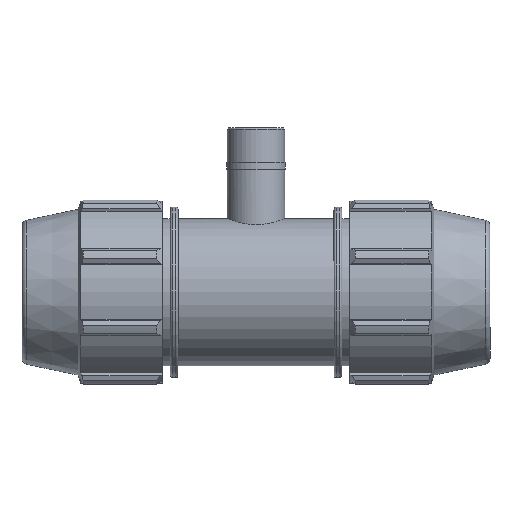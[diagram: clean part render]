
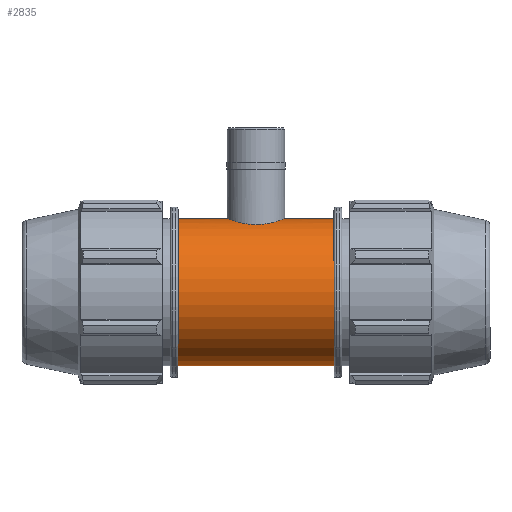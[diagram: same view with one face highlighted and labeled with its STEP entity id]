
A CAD part, top view. The second image highlights one B-rep face of the part: STEP entity #2835.
In plain terms, the highlighted cylindrical face has radius 42.375 mm (diameter 84.75 mm), a full revolution.
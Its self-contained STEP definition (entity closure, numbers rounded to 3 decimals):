
#612=FACE_BOUND('',#964,.T.);
#613=FACE_BOUND('',#965,.T.);
#616=B_SPLINE_CURVE_WITH_KNOTS('',3,(#3858,#3859,#3860,#3861,#3862,#3863,
#3864,#3865,#3866,#3867,#3868,#3869,#3870,#3871,#3872,#3873,#3874,#3875,
#3876,#3877,#3878,#3879,#3880,#3881,#3882,#3883,#3884,#3885,#3886,#3887,
#3888,#3889,#3890,#3891,#3892,#3893,#3894,#3895,#3896,#3897,#3898,#3899,
#3900,#3901,#3902,#3903,#3904,#3905,#3906,#3907,#3908,#3909,#3910,#3911,
#3912,#3913,#3914,#3915,#3916,#3917,#3918,#3919,#3920,#3921,#3922,#3923),
 .UNSPECIFIED.,.T.,.F.,(4,2,2,2,2,2,2,2,2,2,2,2,2,2,2,2,2,2,2,2,2,2,2,2,
2,2,2,2,2,2,2,2,4),(0.,0.317,0.634,0.951,
1.268,1.585,1.901,2.218,2.535,
2.851,3.168,3.485,3.801,4.118,
4.435,4.752,5.069,5.386,5.703,
6.02,6.337,6.654,6.971,7.287,
7.604,7.921,8.238,8.554,8.871,
9.188,9.505,9.822,10.139),
 .UNSPECIFIED.);
#769=FACE_OUTER_BOUND('',#963,.T.);
#963=EDGE_LOOP('',(#2478));
#964=EDGE_LOOP('',(#2479));
#965=EDGE_LOOP('',(#2480));
#1028=CIRCLE('',#2955,42.375);
#1084=CIRCLE('',#3085,42.375);
#1090=VERTEX_POINT('',#3857);
#1221=VERTEX_POINT('',#4384);
#1349=VERTEX_POINT('',#4843);
#1355=EDGE_CURVE('',#1090,#1090,#616,.T.);
#1533=EDGE_CURVE('',#1221,#1221,#1028,.T.);
#1726=EDGE_CURVE('',#1349,#1349,#1084,.T.);
#2478=ORIENTED_EDGE('',*,*,#1533,.T.);
#2479=ORIENTED_EDGE('',*,*,#1355,.T.);
#2480=ORIENTED_EDGE('',*,*,#1726,.F.);
#2527=CYLINDRICAL_SURFACE('',#3110,42.375);
#2835=ADVANCED_FACE('',(#769,#612,#613),#2527,.T.);
#2955=AXIS2_PLACEMENT_3D('',#4385,#3432,#3433);
#3085=AXIS2_PLACEMENT_3D('',#4844,#3797,#3798);
#3110=AXIS2_PLACEMENT_3D('',#4873,#3847,#3848);
#3432=DIRECTION('center_axis',(1.,0.,0.));
#3433=DIRECTION('ref_axis',(0.,0.,-1.));
#3797=DIRECTION('center_axis',(1.,0.,0.));
#3798=DIRECTION('ref_axis',(0.,0.,-1.));
#3847=DIRECTION('center_axis',(1.,0.,0.));
#3848=DIRECTION('ref_axis',(0.,1.,0.));
#3857=CARTESIAN_POINT('',(0.,38.978,16.625));
#3858=CARTESIAN_POINT('Ctrl Pts',(0.,38.978,
16.625));
#3859=CARTESIAN_POINT('Ctrl Pts',(-1.057,38.978,16.625));
#3860=CARTESIAN_POINT('Ctrl Pts',(-2.145,39.022,16.522));
#3861=CARTESIAN_POINT('Ctrl Pts',(-4.302,39.2,16.096));
#3862=CARTESIAN_POINT('Ctrl Pts',(-5.371,39.333,15.772));
#3863=CARTESIAN_POINT('Ctrl Pts',(-7.415,39.664,14.92));
#3864=CARTESIAN_POINT('Ctrl Pts',(-8.392,39.861,14.392));
#3865=CARTESIAN_POINT('Ctrl Pts',(-10.196,40.28,13.176));
#3866=CARTESIAN_POINT('Ctrl Pts',(-11.023,40.5,12.487));
#3867=CARTESIAN_POINT('Ctrl Pts',(-12.487,40.923,11.024));
#3868=CARTESIAN_POINT('Ctrl Pts',(-13.175,41.14,10.197));
#3869=CARTESIAN_POINT('Ctrl Pts',(-14.392,41.546,8.393));
#3870=CARTESIAN_POINT('Ctrl Pts',(-14.92,41.734,7.416));
#3871=CARTESIAN_POINT('Ctrl Pts',(-15.772,42.046,5.371));
#3872=CARTESIAN_POINT('Ctrl Pts',(-16.096,42.17,4.301));
#3873=CARTESIAN_POINT('Ctrl Pts',(-16.522,42.335,2.144));
#3874=CARTESIAN_POINT('Ctrl Pts',(-16.625,42.375,1.056));
#3875=CARTESIAN_POINT('Ctrl Pts',(-16.625,42.375,-1.056));
#3876=CARTESIAN_POINT('Ctrl Pts',(-16.522,42.335,-2.144));
#3877=CARTESIAN_POINT('Ctrl Pts',(-16.096,42.17,-4.301));
#3878=CARTESIAN_POINT('Ctrl Pts',(-15.772,42.046,-5.371));
#3879=CARTESIAN_POINT('Ctrl Pts',(-14.92,41.734,-7.416));
#3880=CARTESIAN_POINT('Ctrl Pts',(-14.392,41.546,-8.393));
#3881=CARTESIAN_POINT('Ctrl Pts',(-13.175,41.14,-10.197));
#3882=CARTESIAN_POINT('Ctrl Pts',(-12.487,40.923,-11.024));
#3883=CARTESIAN_POINT('Ctrl Pts',(-11.023,40.5,-12.487));
#3884=CARTESIAN_POINT('Ctrl Pts',(-10.196,40.28,-13.176));
#3885=CARTESIAN_POINT('Ctrl Pts',(-8.392,39.861,-14.392));
#3886=CARTESIAN_POINT('Ctrl Pts',(-7.415,39.664,-14.92));
#3887=CARTESIAN_POINT('Ctrl Pts',(-5.371,39.333,-15.772));
#3888=CARTESIAN_POINT('Ctrl Pts',(-4.302,39.2,-16.096));
#3889=CARTESIAN_POINT('Ctrl Pts',(-2.145,39.022,-16.522));
#3890=CARTESIAN_POINT('Ctrl Pts',(-1.057,38.978,-16.625));
#3891=CARTESIAN_POINT('Ctrl Pts',(1.057,38.978,-16.625));
#3892=CARTESIAN_POINT('Ctrl Pts',(2.145,39.022,-16.522));
#3893=CARTESIAN_POINT('Ctrl Pts',(4.302,39.2,-16.096));
#3894=CARTESIAN_POINT('Ctrl Pts',(5.371,39.333,-15.772));
#3895=CARTESIAN_POINT('Ctrl Pts',(7.415,39.664,-14.92));
#3896=CARTESIAN_POINT('Ctrl Pts',(8.392,39.861,-14.392));
#3897=CARTESIAN_POINT('Ctrl Pts',(10.196,40.28,-13.176));
#3898=CARTESIAN_POINT('Ctrl Pts',(11.023,40.5,-12.487));
#3899=CARTESIAN_POINT('Ctrl Pts',(12.487,40.923,-11.024));
#3900=CARTESIAN_POINT('Ctrl Pts',(13.175,41.14,-10.197));
#3901=CARTESIAN_POINT('Ctrl Pts',(14.392,41.546,-8.393));
#3902=CARTESIAN_POINT('Ctrl Pts',(14.92,41.734,-7.416));
#3903=CARTESIAN_POINT('Ctrl Pts',(15.772,42.046,-5.371));
#3904=CARTESIAN_POINT('Ctrl Pts',(16.096,42.17,-4.301));
#3905=CARTESIAN_POINT('Ctrl Pts',(16.522,42.335,-2.144));
#3906=CARTESIAN_POINT('Ctrl Pts',(16.625,42.375,-1.056));
#3907=CARTESIAN_POINT('Ctrl Pts',(16.625,42.375,1.056));
#3908=CARTESIAN_POINT('Ctrl Pts',(16.522,42.335,2.144));
#3909=CARTESIAN_POINT('Ctrl Pts',(16.096,42.17,4.301));
#3910=CARTESIAN_POINT('Ctrl Pts',(15.772,42.046,5.371));
#3911=CARTESIAN_POINT('Ctrl Pts',(14.92,41.734,7.416));
#3912=CARTESIAN_POINT('Ctrl Pts',(14.392,41.546,8.393));
#3913=CARTESIAN_POINT('Ctrl Pts',(13.175,41.14,10.197));
#3914=CARTESIAN_POINT('Ctrl Pts',(12.487,40.923,11.024));
#3915=CARTESIAN_POINT('Ctrl Pts',(11.023,40.5,12.487));
#3916=CARTESIAN_POINT('Ctrl Pts',(10.196,40.28,13.176));
#3917=CARTESIAN_POINT('Ctrl Pts',(8.392,39.861,14.392));
#3918=CARTESIAN_POINT('Ctrl Pts',(7.415,39.664,14.92));
#3919=CARTESIAN_POINT('Ctrl Pts',(5.371,39.333,15.772));
#3920=CARTESIAN_POINT('Ctrl Pts',(4.302,39.2,16.096));
#3921=CARTESIAN_POINT('Ctrl Pts',(2.145,39.022,16.522));
#3922=CARTESIAN_POINT('Ctrl Pts',(1.057,38.978,16.625));
#3923=CARTESIAN_POINT('Ctrl Pts',(0.,38.978,
16.625));
#4384=CARTESIAN_POINT('',(-45.,42.375,0.));
#4385=CARTESIAN_POINT('Origin',(-45.,0.,0.));
#4843=CARTESIAN_POINT('',(45.,42.375,0.));
#4844=CARTESIAN_POINT('Origin',(45.,0.,0.));
#4873=CARTESIAN_POINT('Origin',(22.5,0.,0.));
